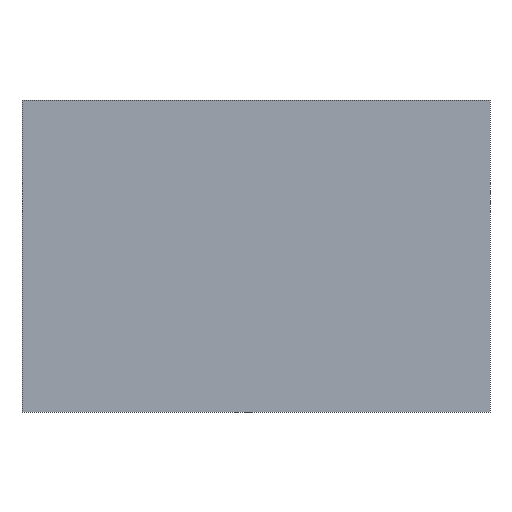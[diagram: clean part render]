
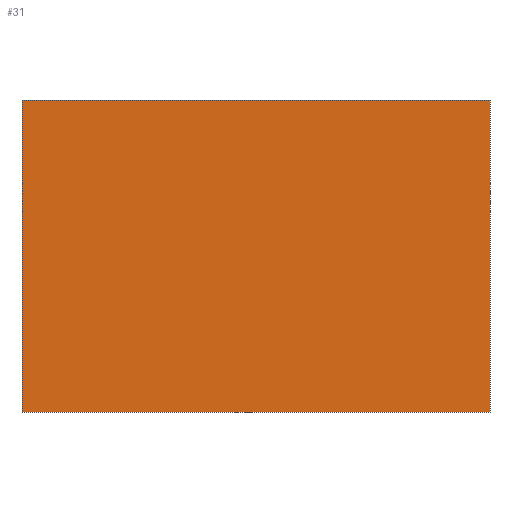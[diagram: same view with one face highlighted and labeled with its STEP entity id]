
A CAD part, left-side view. The second image highlights one B-rep face of the part: STEP entity #31.
In plain terms, the highlighted planar face has unit normal (-1, 0, 0).
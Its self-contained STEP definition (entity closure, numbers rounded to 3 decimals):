
#31=ADVANCED_FACE('',(#61),#62,.F.);
#61=FACE_OUTER_BOUND('',#87,.T.);
#62=PLANE('',#88);
#87=EDGE_LOOP('',(#107,#108,#109,#110));
#88=AXIS2_PLACEMENT_3D('',#111,#112,#113);
#107=ORIENTED_EDGE('',*,*,#156,.T.);
#108=ORIENTED_EDGE('',*,*,#157,.T.);
#109=ORIENTED_EDGE('',*,*,#158,.T.);
#110=ORIENTED_EDGE('',*,*,#159,.T.);
#111=CARTESIAN_POINT('',(0.,0.0,2.5));
#112=DIRECTION('',(1.0,0.,0.));
#113=DIRECTION('',(0.0,0.,1.0));
#156=EDGE_CURVE('',#175,#176,#177,.T.);
#157=EDGE_CURVE('',#176,#178,#179,.T.);
#158=EDGE_CURVE('',#178,#180,#181,.T.);
#159=EDGE_CURVE('',#180,#175,#182,.T.);
#175=VERTEX_POINT('',#202);
#176=VERTEX_POINT('',#203);
#177=LINE('',#204,#205);
#178=VERTEX_POINT('',#206);
#179=LINE('',#207,#208);
#180=VERTEX_POINT('',#209);
#181=LINE('',#210,#211);
#182=LINE('',#212,#213);
#202=CARTESIAN_POINT('',(0.,22.5,17.5));
#203=CARTESIAN_POINT('',(0.,22.5,-12.5));
#204=CARTESIAN_POINT('',(0.,22.5,17.5));
#205=VECTOR('',#240,30.0);
#206=CARTESIAN_POINT('',(0.,-22.5,-12.5));
#207=CARTESIAN_POINT('',(0.,22.5,-12.5));
#208=VECTOR('',#241,45.0);
#209=CARTESIAN_POINT('',(0.,-22.5,17.5));
#210=CARTESIAN_POINT('',(0.,-22.5,-12.5));
#211=VECTOR('',#242,30.0);
#212=CARTESIAN_POINT('',(0.,-22.5,17.5));
#213=VECTOR('',#243,45.0);
#240=DIRECTION('',(0.,0.,-1.0));
#241=DIRECTION('',(0.,-1.0,0.));
#242=DIRECTION('',(0.,0.,1.0));
#243=DIRECTION('',(0.,1.0,0.));
